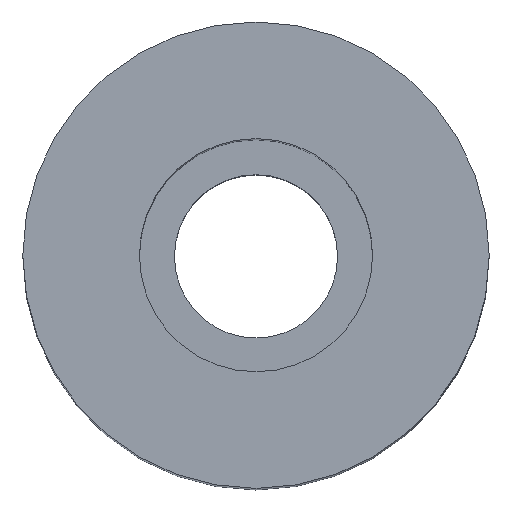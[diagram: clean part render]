
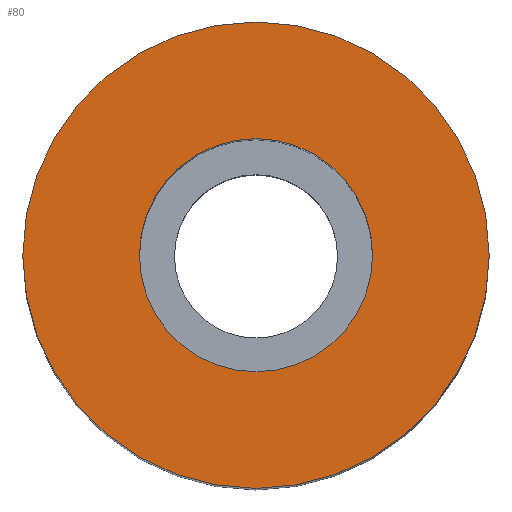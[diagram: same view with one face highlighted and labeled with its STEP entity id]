
A CAD part, top view. The second image highlights one B-rep face of the part: STEP entity #80.
In plain terms, the highlighted planar face has unit normal (0, 0, 1).
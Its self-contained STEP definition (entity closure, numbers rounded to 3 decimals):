
#14 = ORIENTED_EDGE ( 'NONE', *, *, #25, .F. ) ;
#21 = DIRECTION ( 'NONE',  ( 0., 0., -1. ) ) ;
#22 = CARTESIAN_POINT ( 'NONE',  ( 0., 0., 80. ) ) ;
#25 = EDGE_CURVE ( 'NONE', #245, #67, #220, .T. ) ;
#26 = CARTESIAN_POINT ( 'NONE',  ( -10., 0., 80. ) ) ;
#37 = AXIS2_PLACEMENT_3D ( 'NONE', #254, #153, #255 ) ;
#44 = CARTESIAN_POINT ( 'NONE',  ( 20., 0., 80. ) ) ;
#50 = DIRECTION ( 'NONE',  ( 1., 0., 0. ) ) ;
#52 = VERTEX_POINT ( 'NONE', #199 ) ;
#67 = VERTEX_POINT ( 'NONE', #326 ) ;
#69 = VERTEX_POINT ( 'NONE', #44 ) ;
#79 = AXIS2_PLACEMENT_3D ( 'NONE', #195, #21, #328 ) ;
#80 = ADVANCED_FACE ( 'NONE', ( #171, #94 ), #148, .F. ) ;
#92 = ORIENTED_EDGE ( 'NONE', *, *, #100, .T. ) ;
#94 = FACE_OUTER_BOUND ( 'NONE', #140, .T. ) ;
#100 = EDGE_CURVE ( 'NONE', #69, #52, #122, .T. ) ;
#104 = CARTESIAN_POINT ( 'NONE',  ( 0., 0., 80. ) ) ;
#113 = EDGE_LOOP ( 'NONE', ( #227, #14 ) ) ;
#117 = ORIENTED_EDGE ( 'NONE', *, *, #228, .T. ) ;
#122 = CIRCLE ( 'NONE', #159, 20. ) ;
#140 = EDGE_LOOP ( 'NONE', ( #92, #117 ) ) ;
#148 = PLANE ( 'NONE',  #79 ) ;
#153 = DIRECTION ( 'NONE',  ( 0., 0., 1. ) ) ;
#159 = AXIS2_PLACEMENT_3D ( 'NONE', #225, #163, #259 ) ;
#163 = DIRECTION ( 'NONE',  ( 0., 0., 1. ) ) ;
#171 = FACE_BOUND ( 'NONE', #113, .T. ) ;
#192 = AXIS2_PLACEMENT_3D ( 'NONE', #104, #204, #304 ) ;
#195 = CARTESIAN_POINT ( 'NONE',  ( 20., 0., 80. ) ) ;
#199 = CARTESIAN_POINT ( 'NONE',  ( -20., 0., 80. ) ) ;
#204 = DIRECTION ( 'NONE',  ( 0., 0., 1. ) ) ;
#220 = CIRCLE ( 'NONE', #267, 10. ) ;
#225 = CARTESIAN_POINT ( 'NONE',  ( 0., 0., 80. ) ) ;
#227 = ORIENTED_EDGE ( 'NONE', *, *, #250, .F. ) ;
#228 = EDGE_CURVE ( 'NONE', #52, #69, #315, .T. ) ;
#230 = DIRECTION ( 'NONE',  ( 0., 0., 1. ) ) ;
#242 = CIRCLE ( 'NONE', #37, 10. ) ;
#245 = VERTEX_POINT ( 'NONE', #26 ) ;
#250 = EDGE_CURVE ( 'NONE', #67, #245, #242, .T. ) ;
#254 = CARTESIAN_POINT ( 'NONE',  ( 0., 0., 80. ) ) ;
#255 = DIRECTION ( 'NONE',  ( 1., 0., 0. ) ) ;
#259 = DIRECTION ( 'NONE',  ( 1., 0., 0. ) ) ;
#267 = AXIS2_PLACEMENT_3D ( 'NONE', #22, #230, #50 ) ;
#304 = DIRECTION ( 'NONE',  ( 1., 0., 0. ) ) ;
#315 = CIRCLE ( 'NONE', #192, 20. ) ;
#326 = CARTESIAN_POINT ( 'NONE',  ( 10., 0., 80. ) ) ;
#328 = DIRECTION ( 'NONE',  ( -1., 0., 0. ) ) ;
